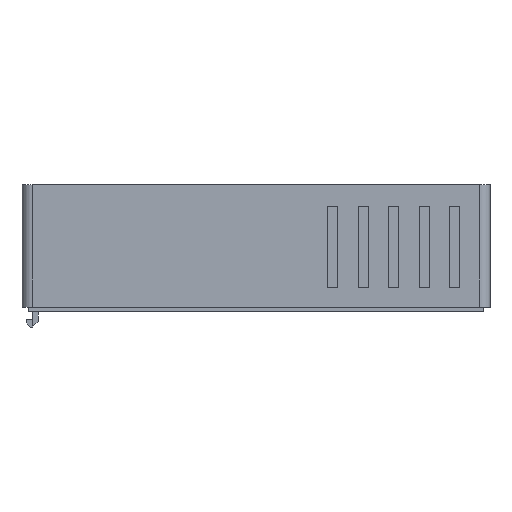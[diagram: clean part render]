
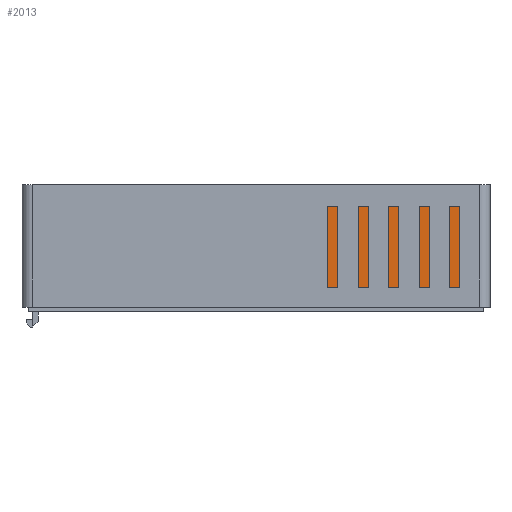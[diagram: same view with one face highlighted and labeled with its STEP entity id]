
A CAD part, left-side view. The second image highlights one B-rep face of the part: STEP entity #2013.
In plain terms, the highlighted planar face has unit normal (-1, 0, 0).
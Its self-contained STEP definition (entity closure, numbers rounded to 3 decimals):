
#240 = PLANE('',#241);
#241 = AXIS2_PLACEMENT_3D('',#242,#243,#244);
#242 = CARTESIAN_POINT('',(0.,110.,-33.5));
#243 = DIRECTION('',(-0.,-1.,-0.));
#244 = DIRECTION('',(0.,0.,-1.));
#752 = PLANE('',#753);
#753 = AXIS2_PLACEMENT_3D('',#754,#755,#756);
#754 = CARTESIAN_POINT('',(0.468,25.564,-62.));
#755 = DIRECTION('',(-0.,-0.,-1.));
#756 = DIRECTION('',(-1.,0.,0.));
#841 = VERTEX_POINT('',#842);
#842 = CARTESIAN_POINT('',(100.,110.,-5.));
#856 = PLANE('',#857);
#857 = AXIS2_PLACEMENT_3D('',#858,#859,#860);
#858 = CARTESIAN_POINT('',(0.,0.,-5.));
#859 = DIRECTION('',(0.,0.,1.));
#860 = DIRECTION('',(1.,0.,0.));
#1177 = VERTEX_POINT('',#1178);
#1178 = CARTESIAN_POINT('',(100.,110.,-62.));
#1199 = EDGE_CURVE('',#841,#1177,#1200,.T.);
#1200 = SURFACE_CURVE('',#1201,(#1205,#1212),.PCURVE_S1.);
#1201 = LINE('',#1202,#1203);
#1202 = CARTESIAN_POINT('',(100.,110.,-5.));
#1203 = VECTOR('',#1204,1.);
#1204 = DIRECTION('',(0.,0.,-1.));
#1205 = PCURVE('',#240,#1206);
#1206 = DEFINITIONAL_REPRESENTATION('',(#1207),#1211);
#1207 = LINE('',#1208,#1209);
#1208 = CARTESIAN_POINT('',(-28.5,100.));
#1209 = VECTOR('',#1210,1.);
#1210 = DIRECTION('',(1.,0.));
#1211 = ( GEOMETRIC_REPRESENTATION_CONTEXT(2) 
PARAMETRIC_REPRESENTATION_CONTEXT() REPRESENTATION_CONTEXT('2D SPACE',''
  ) );
#1212 = PCURVE('',#1213,#1218);
#1213 = PLANE('',#1214);
#1214 = AXIS2_PLACEMENT_3D('',#1215,#1216,#1217);
#1215 = CARTESIAN_POINT('',(100.,0.,-33.5));
#1216 = DIRECTION('',(-1.,-0.,-0.));
#1217 = DIRECTION('',(0.,0.,-1.));
#1218 = DEFINITIONAL_REPRESENTATION('',(#1219),#1223);
#1219 = LINE('',#1220,#1221);
#1220 = CARTESIAN_POINT('',(-28.5,-110.));
#1221 = VECTOR('',#1222,1.);
#1222 = DIRECTION('',(1.,0.));
#1223 = ( GEOMETRIC_REPRESENTATION_CONTEXT(2) 
PARAMETRIC_REPRESENTATION_CONTEXT() REPRESENTATION_CONTEXT('2D SPACE',''
  ) );
#1467 = VERTEX_POINT('',#1468);
#1468 = CARTESIAN_POINT('',(100.,-110.,-62.));
#1482 = PLANE('',#1483);
#1483 = AXIS2_PLACEMENT_3D('',#1484,#1485,#1486);
#1484 = CARTESIAN_POINT('',(0.148,-110.,-33.22));
#1485 = DIRECTION('',(0.,1.,0.));
#1486 = DIRECTION('',(0.,0.,1.));
#1494 = EDGE_CURVE('',#1177,#1467,#1495,.T.);
#1495 = SURFACE_CURVE('',#1496,(#1500,#1507),.PCURVE_S1.);
#1496 = LINE('',#1497,#1498);
#1497 = CARTESIAN_POINT('',(100.,110.,-62.));
#1498 = VECTOR('',#1499,1.);
#1499 = DIRECTION('',(0.,-1.,0.));
#1500 = PCURVE('',#752,#1501);
#1501 = DEFINITIONAL_REPRESENTATION('',(#1502),#1506);
#1502 = LINE('',#1503,#1504);
#1503 = CARTESIAN_POINT('',(-99.532,84.436));
#1504 = VECTOR('',#1505,1.);
#1505 = DIRECTION('',(0.,-1.));
#1506 = ( GEOMETRIC_REPRESENTATION_CONTEXT(2) 
PARAMETRIC_REPRESENTATION_CONTEXT() REPRESENTATION_CONTEXT('2D SPACE',''
  ) );
#1507 = PCURVE('',#1213,#1508);
#1508 = DEFINITIONAL_REPRESENTATION('',(#1509),#1513);
#1509 = LINE('',#1510,#1511);
#1510 = CARTESIAN_POINT('',(28.5,-110.));
#1511 = VECTOR('',#1512,1.);
#1512 = DIRECTION('',(0.,1.));
#1513 = ( GEOMETRIC_REPRESENTATION_CONTEXT(2) 
PARAMETRIC_REPRESENTATION_CONTEXT() REPRESENTATION_CONTEXT('2D SPACE',''
  ) );
#1971 = VERTEX_POINT('',#1972);
#1972 = CARTESIAN_POINT('',(100.,-110.,-5.));
#1993 = EDGE_CURVE('',#841,#1971,#1994,.T.);
#1994 = SURFACE_CURVE('',#1995,(#1999,#2006),.PCURVE_S1.);
#1995 = LINE('',#1996,#1997);
#1996 = CARTESIAN_POINT('',(100.,110.,-5.));
#1997 = VECTOR('',#1998,1.);
#1998 = DIRECTION('',(0.,-1.,0.));
#1999 = PCURVE('',#856,#2000);
#2000 = DEFINITIONAL_REPRESENTATION('',(#2001),#2005);
#2001 = LINE('',#2002,#2003);
#2002 = CARTESIAN_POINT('',(100.,110.));
#2003 = VECTOR('',#2004,1.);
#2004 = DIRECTION('',(0.,-1.));
#2005 = ( GEOMETRIC_REPRESENTATION_CONTEXT(2) 
PARAMETRIC_REPRESENTATION_CONTEXT() REPRESENTATION_CONTEXT('2D SPACE',''
  ) );
#2006 = PCURVE('',#1213,#2007);
#2007 = DEFINITIONAL_REPRESENTATION('',(#2008),#2012);
#2008 = LINE('',#2009,#2010);
#2009 = CARTESIAN_POINT('',(-28.5,-110.));
#2010 = VECTOR('',#2011,1.);
#2011 = DIRECTION('',(0.,1.));
#2012 = ( GEOMETRIC_REPRESENTATION_CONTEXT(2) 
PARAMETRIC_REPRESENTATION_CONTEXT() REPRESENTATION_CONTEXT('2D SPACE',''
  ) );
#2013 = ADVANCED_FACE('',(#2014),#1213,.T.);
#2014 = FACE_BOUND('',#2015,.T.);
#2015 = EDGE_LOOP('',(#2016,#2017,#2018,#2039));
#2016 = ORIENTED_EDGE('',*,*,#1199,.T.);
#2017 = ORIENTED_EDGE('',*,*,#1494,.T.);
#2018 = ORIENTED_EDGE('',*,*,#2019,.F.);
#2019 = EDGE_CURVE('',#1971,#1467,#2020,.T.);
#2020 = SURFACE_CURVE('',#2021,(#2025,#2032),.PCURVE_S1.);
#2021 = LINE('',#2022,#2023);
#2022 = CARTESIAN_POINT('',(100.,-110.,-5.));
#2023 = VECTOR('',#2024,1.);
#2024 = DIRECTION('',(0.,0.,-1.));
#2025 = PCURVE('',#1213,#2026);
#2026 = DEFINITIONAL_REPRESENTATION('',(#2027),#2031);
#2027 = LINE('',#2028,#2029);
#2028 = CARTESIAN_POINT('',(-28.5,110.));
#2029 = VECTOR('',#2030,1.);
#2030 = DIRECTION('',(1.,0.));
#2031 = ( GEOMETRIC_REPRESENTATION_CONTEXT(2) 
PARAMETRIC_REPRESENTATION_CONTEXT() REPRESENTATION_CONTEXT('2D SPACE',''
  ) );
#2032 = PCURVE('',#1482,#2033);
#2033 = DEFINITIONAL_REPRESENTATION('',(#2034),#2038);
#2034 = LINE('',#2035,#2036);
#2035 = CARTESIAN_POINT('',(28.22,99.852));
#2036 = VECTOR('',#2037,1.);
#2037 = DIRECTION('',(-1.,0.));
#2038 = ( GEOMETRIC_REPRESENTATION_CONTEXT(2) 
PARAMETRIC_REPRESENTATION_CONTEXT() REPRESENTATION_CONTEXT('2D SPACE',''
  ) );
#2039 = ORIENTED_EDGE('',*,*,#1993,.F.);
